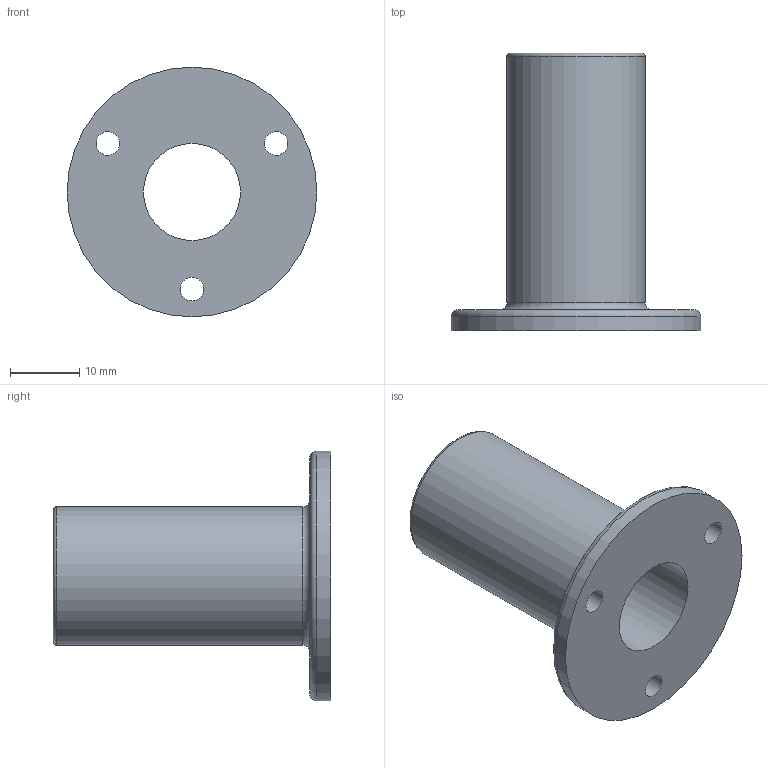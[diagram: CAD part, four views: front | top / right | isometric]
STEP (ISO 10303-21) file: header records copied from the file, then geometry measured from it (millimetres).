
FILE_DESCRIPTION(/* description */ (''),/* implementation_level */ '2;1');
FILE_NAME(/* name */ 'Charging Station.step',/* time_stamp */ '2023-07-08T19:46:08+03:00',/* author */ (''),/* organization */ (''),/* preprocessor_version */ 'ST-DEVELOPER v19.2',/* originating_system */ 'Autodesk Translation Framework v12.6.0.85',/* authorisation */ '');
FILE_SCHEMA (('AUTOMOTIVE_DESIGN { 1 0 10303 214 3 1 1 }'));
Length unit declared in the file: millimetre
Products named in the file (1): charging_station
Bounding box: 36 x 40 x 36 mm (x, y, z)
Volume: 8422.1 mm3; surface area: 6091.8 mm2
Topology: 1 solids, 1 shells, 16 faces, 39 edges, 26 vertices
Faces by surface type: torus 7, cylinder 6, plane 3
Full cylindrical faces by diameter (mm): 3.4 x3, 14 x1, 20 x1, 36 x1
Entity records: 545 total; most frequent: DIRECTION 106, CARTESIAN_POINT 82, ORIENTED_EDGE 78, AXIS2_PLACEMENT_3D 50, EDGE_CURVE 39, CIRCLE 33, VERTEX_POINT 26, EDGE_LOOP 25
